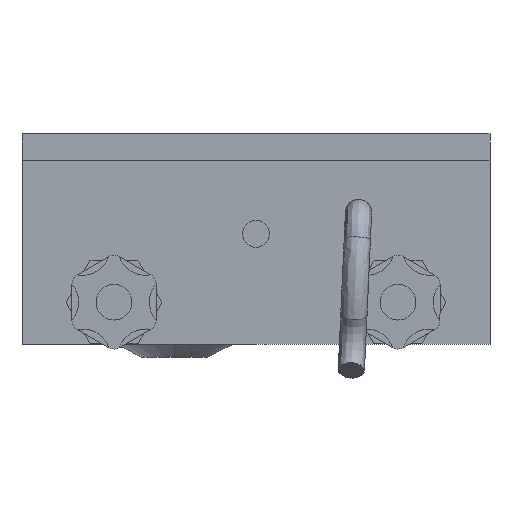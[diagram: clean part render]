
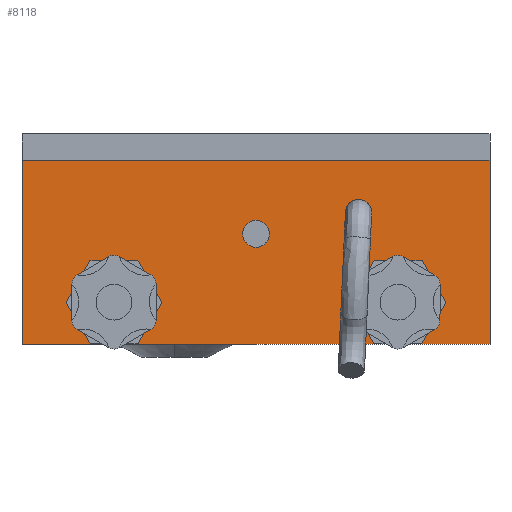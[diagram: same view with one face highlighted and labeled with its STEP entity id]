
A CAD part, front view. The second image highlights one B-rep face of the part: STEP entity #8118.
In plain terms, the highlighted planar face has unit normal (0, -1, 0).
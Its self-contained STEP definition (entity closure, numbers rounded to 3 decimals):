
#42 = VERTEX_POINT ( 'NONE', #6566 ) ;
#112 = DIRECTION ( 'NONE',  ( 0., -1., 0. ) ) ;
#145 = DIRECTION ( 'NONE',  ( 0., 0., -1. ) ) ;
#304 = EDGE_CURVE ( 'NONE', #5869, #7994, #1548, .T. ) ;
#349 = ORIENTED_EDGE ( 'NONE', *, *, #4169, .F. ) ;
#420 = AXIS2_PLACEMENT_3D ( 'NONE', #2537, #6000, #2651 ) ;
#429 = AXIS2_PLACEMENT_3D ( 'NONE', #3664, #2259, #5555 ) ;
#434 = CARTESIAN_POINT ( 'NONE',  ( 75.731, -46.537, 11. ) ) ;
#491 = LINE ( 'NONE', #7647, #5677 ) ;
#564 = CIRCLE ( 'NONE', #4199, 2.553 ) ;
#634 = EDGE_CURVE ( 'NONE', #8299, #7032, #5192, .T. ) ;
#865 = ORIENTED_EDGE ( 'NONE', *, *, #1206, .F. ) ;
#867 = CIRCLE ( 'NONE', #1425, 4.745 ) ;
#922 = FACE_BOUND ( 'NONE', #4848, .T. ) ;
#1206 = EDGE_CURVE ( 'NONE', #8299, #7500, #491, .T. ) ;
#1207 = ORIENTED_EDGE ( 'NONE', *, *, #7649, .F. ) ;
#1252 = EDGE_CURVE ( 'NONE', #7500, #3784, #7269, .T. ) ;
#1425 = AXIS2_PLACEMENT_3D ( 'NONE', #6815, #7570, #4862 ) ;
#1459 = CIRCLE ( 'NONE', #2911, 2.5 ) ;
#1533 = FACE_BOUND ( 'NONE', #2342, .T. ) ;
#1548 = CIRCLE ( 'NONE', #429, 4.745 ) ;
#1755 = CARTESIAN_POINT ( 'NONE',  ( 50.731, -46.537, 3.5 ) ) ;
#1767 = AXIS2_PLACEMENT_3D ( 'NONE', #2894, #5656, #145 ) ;
#1781 = CIRCLE ( 'NONE', #4949, 2.553 ) ;
#1954 = EDGE_LOOP ( 'NONE', ( #2557, #1207 ) ) ;
#2153 = CARTESIAN_POINT ( 'NONE',  ( 50.731, -46.537, -1.5 ) ) ;
#2165 = DIRECTION ( 'NONE',  ( 0., 0., -1. ) ) ;
#2198 = CARTESIAN_POINT ( 'NONE',  ( -13.269, -46.537, -24. ) ) ;
#2204 = DIRECTION ( 'NONE',  ( 0., 0., 1. ) ) ;
#2258 = AXIS2_PLACEMENT_3D ( 'NONE', #8541, #2405, #5105 ) ;
#2259 = DIRECTION ( 'NONE',  ( 0., -1., 0. ) ) ;
#2342 = EDGE_LOOP ( 'NONE', ( #3862, #5042 ) ) ;
#2347 = ORIENTED_EDGE ( 'NONE', *, *, #7527, .F. ) ;
#2371 = ORIENTED_EDGE ( 'NONE', *, *, #5221, .F. ) ;
#2405 = DIRECTION ( 'NONE',  ( 0., -1., 0. ) ) ;
#2537 = CARTESIAN_POINT ( 'NONE',  ( 4.231, -46.537, -16. ) ) ;
#2557 = ORIENTED_EDGE ( 'NONE', *, *, #6723, .F. ) ;
#2651 = DIRECTION ( 'NONE',  ( 0., 0., -1. ) ) ;
#2694 = VECTOR ( 'NONE', #2204, 1000. ) ;
#2704 = VECTOR ( 'NONE', #4784, 1000. ) ;
#2879 = EDGE_LOOP ( 'NONE', ( #349, #6352 ) ) ;
#2894 = CARTESIAN_POINT ( 'NONE',  ( 4.231, -46.537, -16. ) ) ;
#2911 = AXIS2_PLACEMENT_3D ( 'NONE', #8683, #7390, #7358 ) ;
#3021 = CARTESIAN_POINT ( 'NONE',  ( 31.231, -46.537, -3. ) ) ;
#3126 = VERTEX_POINT ( 'NONE', #2153 ) ;
#3354 = VERTEX_POINT ( 'NONE', #3708 ) ;
#3544 = CARTESIAN_POINT ( 'NONE',  ( -13.269, -46.537, 11. ) ) ;
#3596 = VECTOR ( 'NONE', #7048, 1000. ) ;
#3664 = CARTESIAN_POINT ( 'NONE',  ( 58.231, -46.537, -16. ) ) ;
#3685 = CARTESIAN_POINT ( 'NONE',  ( -13.269, -46.537, 11. ) ) ;
#3708 = CARTESIAN_POINT ( 'NONE',  ( 31.231, -46.537, -0.447 ) ) ;
#3718 = DIRECTION ( 'NONE',  ( 0., 0., -1. ) ) ;
#3784 = VERTEX_POINT ( 'NONE', #3544 ) ;
#3862 = ORIENTED_EDGE ( 'NONE', *, *, #304, .F. ) ;
#4169 = EDGE_CURVE ( 'NONE', #7115, #42, #6172, .T. ) ;
#4173 = ORIENTED_EDGE ( 'NONE', *, *, #1252, .F. ) ;
#4189 = CARTESIAN_POINT ( 'NONE',  ( 50.731, -46.537, 1. ) ) ;
#4199 = AXIS2_PLACEMENT_3D ( 'NONE', #6494, #8546, #4435 ) ;
#4307 = EDGE_CURVE ( 'NONE', #7994, #5869, #867, .T. ) ;
#4346 = EDGE_CURVE ( 'NONE', #42, #7115, #6059, .T. ) ;
#4435 = DIRECTION ( 'NONE',  ( 0., 0., -1. ) ) ;
#4497 = AXIS2_PLACEMENT_3D ( 'NONE', #4189, #112, #2165 ) ;
#4762 = CARTESIAN_POINT ( 'NONE',  ( 75.731, -46.537, -11. ) ) ;
#4784 = DIRECTION ( 'NONE',  ( 0., 0., 1. ) ) ;
#4848 = EDGE_LOOP ( 'NONE', ( #2347, #8760 ) ) ;
#4862 = DIRECTION ( 'NONE',  ( 0., 0., -1. ) ) ;
#4894 = LINE ( 'NONE', #3685, #3596 ) ;
#4935 = EDGE_CURVE ( 'NONE', #5828, #3126, #1459, .T. ) ;
#4949 = AXIS2_PLACEMENT_3D ( 'NONE', #3021, #7785, #3718 ) ;
#4961 = DIRECTION ( 'NONE',  ( -1., 0., 0. ) ) ;
#5042 = ORIENTED_EDGE ( 'NONE', *, *, #4307, .F. ) ;
#5105 = DIRECTION ( 'NONE',  ( 0., 0., -1. ) ) ;
#5192 = LINE ( 'NONE', #4762, #2704 ) ;
#5221 = EDGE_CURVE ( 'NONE', #3784, #7032, #4894, .T. ) ;
#5313 = CARTESIAN_POINT ( 'NONE',  ( 75.731, -46.537, -24. ) ) ;
#5555 = DIRECTION ( 'NONE',  ( 0., 0., -1. ) ) ;
#5656 = DIRECTION ( 'NONE',  ( 0., -1., 0. ) ) ;
#5677 = VECTOR ( 'NONE', #4961, 1000. ) ;
#5707 = CARTESIAN_POINT ( 'NONE',  ( 58.231, -46.537, -11.255 ) ) ;
#5828 = VERTEX_POINT ( 'NONE', #1755 ) ;
#5869 = VERTEX_POINT ( 'NONE', #6654 ) ;
#5872 = ORIENTED_EDGE ( 'NONE', *, *, #634, .T. ) ;
#6000 = DIRECTION ( 'NONE',  ( 0., -1., 0. ) ) ;
#6059 = CIRCLE ( 'NONE', #1767, 4.745 ) ;
#6172 = CIRCLE ( 'NONE', #420, 4.745 ) ;
#6212 = FACE_OUTER_BOUND ( 'NONE', #7383, .T. ) ;
#6251 = CARTESIAN_POINT ( 'NONE',  ( -13.269, -46.537, -11. ) ) ;
#6352 = ORIENTED_EDGE ( 'NONE', *, *, #4346, .F. ) ;
#6494 = CARTESIAN_POINT ( 'NONE',  ( 31.231, -46.537, -3. ) ) ;
#6566 = CARTESIAN_POINT ( 'NONE',  ( 4.231, -46.537, -11.255 ) ) ;
#6654 = CARTESIAN_POINT ( 'NONE',  ( 58.231, -46.537, -20.745 ) ) ;
#6723 = EDGE_CURVE ( 'NONE', #8399, #3354, #564, .T. ) ;
#6815 = CARTESIAN_POINT ( 'NONE',  ( 58.231, -46.537, -16. ) ) ;
#7032 = VERTEX_POINT ( 'NONE', #434 ) ;
#7048 = DIRECTION ( 'NONE',  ( 1., 0., 0. ) ) ;
#7092 = CIRCLE ( 'NONE', #4497, 2.5 ) ;
#7115 = VERTEX_POINT ( 'NONE', #7274 ) ;
#7124 = PLANE ( 'NONE',  #2258 ) ;
#7269 = LINE ( 'NONE', #6251, #2694 ) ;
#7274 = CARTESIAN_POINT ( 'NONE',  ( 4.231, -46.537, -20.745 ) ) ;
#7358 = DIRECTION ( 'NONE',  ( 0., 0., -1. ) ) ;
#7383 = EDGE_LOOP ( 'NONE', ( #2371, #4173, #865, #5872 ) ) ;
#7390 = DIRECTION ( 'NONE',  ( 0., -1., 0. ) ) ;
#7394 = CARTESIAN_POINT ( 'NONE',  ( 31.231, -46.537, -5.553 ) ) ;
#7500 = VERTEX_POINT ( 'NONE', #2198 ) ;
#7527 = EDGE_CURVE ( 'NONE', #3126, #5828, #7092, .T. ) ;
#7570 = DIRECTION ( 'NONE',  ( 0., -1., 0. ) ) ;
#7647 = CARTESIAN_POINT ( 'NONE',  ( 75.731, -46.537, -24. ) ) ;
#7649 = EDGE_CURVE ( 'NONE', #3354, #8399, #1781, .T. ) ;
#7717 = FACE_BOUND ( 'NONE', #1954, .T. ) ;
#7785 = DIRECTION ( 'NONE',  ( 0., -1., 0. ) ) ;
#7994 = VERTEX_POINT ( 'NONE', #5707 ) ;
#8118 = ADVANCED_FACE ( 'NONE', ( #1533, #8582, #922, #7717, #6212 ), #7124, .T. ) ;
#8299 = VERTEX_POINT ( 'NONE', #5313 ) ;
#8399 = VERTEX_POINT ( 'NONE', #7394 ) ;
#8541 = CARTESIAN_POINT ( 'NONE',  ( -13.269, -46.537, -11. ) ) ;
#8546 = DIRECTION ( 'NONE',  ( 0., -1., 0. ) ) ;
#8582 = FACE_BOUND ( 'NONE', #2879, .T. ) ;
#8683 = CARTESIAN_POINT ( 'NONE',  ( 50.731, -46.537, 1. ) ) ;
#8760 = ORIENTED_EDGE ( 'NONE', *, *, #4935, .F. ) ;
